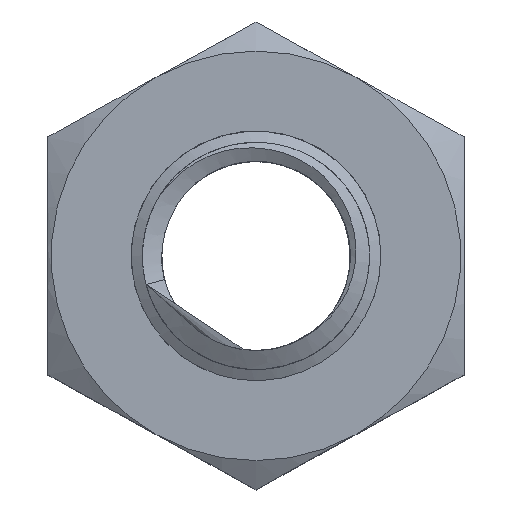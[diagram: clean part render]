
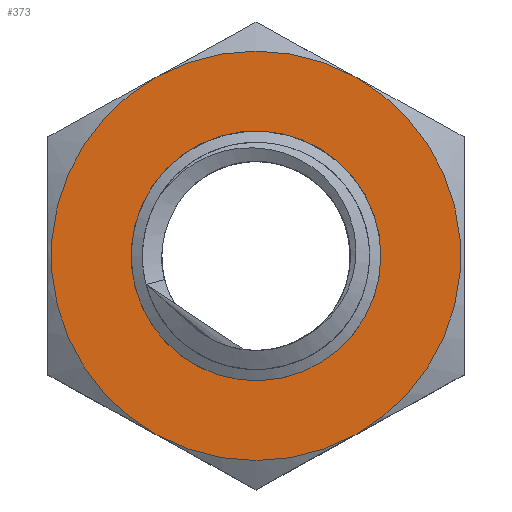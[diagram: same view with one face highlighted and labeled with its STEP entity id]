
A CAD part, top view. The second image highlights one B-rep face of the part: STEP entity #373.
In plain terms, the highlighted planar face has unit normal (0, 0, 1).
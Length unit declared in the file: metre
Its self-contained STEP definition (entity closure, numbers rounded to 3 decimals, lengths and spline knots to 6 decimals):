
#38=PLANE('',#415);
#48=CIRCLE('',#414,0.00165);
#49=CIRCLE('',#416,0.002705);
#50=CIRCLE('',#417,0.002705);
#51=CIRCLE('',#418,0.002705);
#52=CIRCLE('',#419,0.002705);
#118=ORIENTED_EDGE('',*,*,#202,.F.);
#119=ORIENTED_EDGE('',*,*,#203,.T.);
#120=ORIENTED_EDGE('',*,*,#204,.T.);
#121=ORIENTED_EDGE('',*,*,#205,.T.);
#122=ORIENTED_EDGE('',*,*,#206,.T.);
#202=EDGE_CURVE('',#246,#246,#48,.T.);
#203=EDGE_CURVE('',#247,#248,#49,.T.);
#204=EDGE_CURVE('',#248,#232,#50,.T.);
#205=EDGE_CURVE('',#232,#227,#51,.T.);
#206=EDGE_CURVE('',#227,#247,#52,.T.);
#227=VERTEX_POINT('',#573);
#232=VERTEX_POINT('',#609);
#246=VERTEX_POINT('',#1327);
#247=VERTEX_POINT('',#1330);
#248=VERTEX_POINT('',#1331);
#307=EDGE_LOOP('',(#118));
#308=EDGE_LOOP('',(#119,#120,#121,#122));
#336=FACE_BOUND('',#307,.T.);
#337=FACE_BOUND('',#308,.T.);
#373=ADVANCED_FACE('',(#336,#337),#38,.T.);
#414=AXIS2_PLACEMENT_3D('',#1326,#469,#470);
#415=AXIS2_PLACEMENT_3D('',#1328,#471,#472);
#416=AXIS2_PLACEMENT_3D('',#1329,#473,#474);
#417=AXIS2_PLACEMENT_3D('',#1332,#475,#476);
#418=AXIS2_PLACEMENT_3D('',#1333,#477,#478);
#419=AXIS2_PLACEMENT_3D('',#1334,#479,#480);
#469=DIRECTION('',(0.,0.,1.));
#470=DIRECTION('',(1.,0.,0.));
#471=DIRECTION('',(0.,0.,1.));
#472=DIRECTION('',(1.,0.,0.));
#473=DIRECTION('',(0.,0.,1.));
#474=DIRECTION('',(-0.484,0.875,0.));
#475=DIRECTION('',(0.,0.,1.));
#476=DIRECTION('',(-0.484,-0.875,0.));
#477=DIRECTION('',(0.,0.,1.));
#478=DIRECTION('',(0.484,-0.875,0.));
#479=DIRECTION('',(0.,0.,1.));
#480=DIRECTION('',(0.484,0.875,0.));
#573=CARTESIAN_POINT('',(0.001308,0.002368,0.001138));
#609=CARTESIAN_POINT('',(0.001308,-0.002368,0.001137));
#1326=CARTESIAN_POINT('',(0.,0.,0.001138));
#1327=CARTESIAN_POINT('',(0.00165,0.,0.001138));
#1328=CARTESIAN_POINT('',(0.,0.,0.001138));
#1329=CARTESIAN_POINT('',(0.,0.,0.001138));
#1330=CARTESIAN_POINT('',(-0.001308,0.002368,0.001138));
#1331=CARTESIAN_POINT('',(-0.001308,-0.002368,0.001138));
#1332=CARTESIAN_POINT('',(0.,0.,0.001138));
#1333=CARTESIAN_POINT('',(0.,0.,0.001138));
#1334=CARTESIAN_POINT('',(0.,0.,0.001138));
